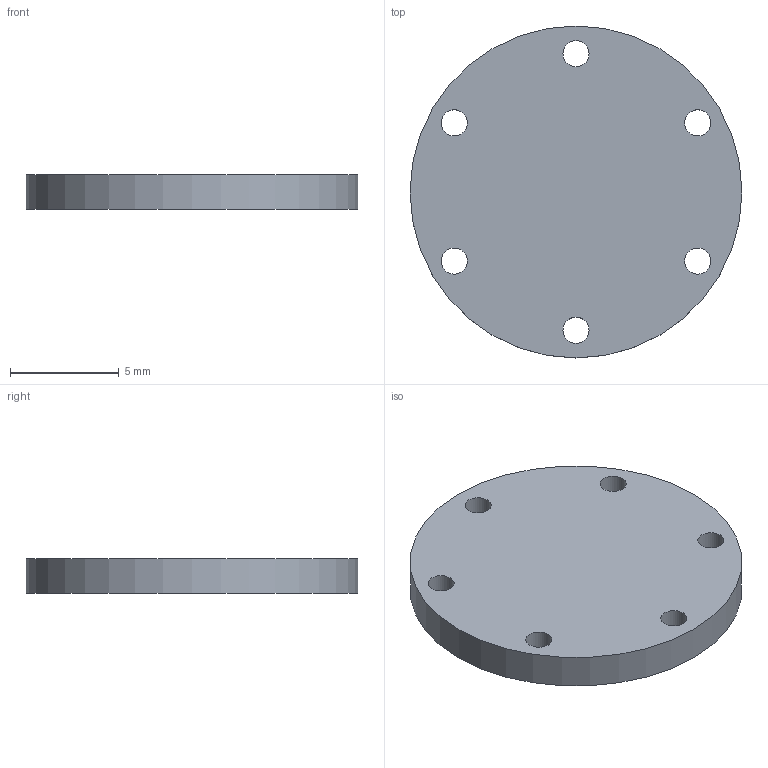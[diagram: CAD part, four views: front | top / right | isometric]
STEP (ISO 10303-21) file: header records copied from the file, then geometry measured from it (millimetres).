
FILE_DESCRIPTION(('KiCad electronic assembly'),'2;1');
FILE_NAME('Adafruit Flora TCS34725.step','2023-10-19T15:07:09',('Pcbnew' ),('Kicad'),'Open CASCADE STEP processor 7.6', 'KiCad to STEP converter','Unknown');
FILE_SCHEMA(('AUTOMOTIVE_DESIGN { 1 0 10303 214 1 1 1 1 }'));
Length unit declared in the file: millimetre
Products named in the file (2): Adafruit Flora TCS34725 1; _autosave-Adafruit Flora TCS34725 PCB
Assembly tree (1 placements, depth 2):
  Adafruit Flora TCS34725 1
    _autosave-Adafruit Flora TCS34725 PCB
Bounding box: 15.24 x 15.24 x 1.6 mm (x, y, z)
Volume: 281 mm3; surface area: 464.1 mm2
Topology: 1 solids, 1 shells, 9 faces, 21 edges, 14 vertices
Faces by surface type: cylinder 7, plane 2
Full cylindrical faces by diameter (mm): 1.2 x6, 15.24 x1
Entity records: 613 total; most frequent: DIRECTION 99, CARTESIAN_POINT 88, ORIENTED_EDGE 42, PCURVE 42, DEFINITIONAL_REPRESENTATION 42, LINE 35, VECTOR 35, CIRCLE 28
